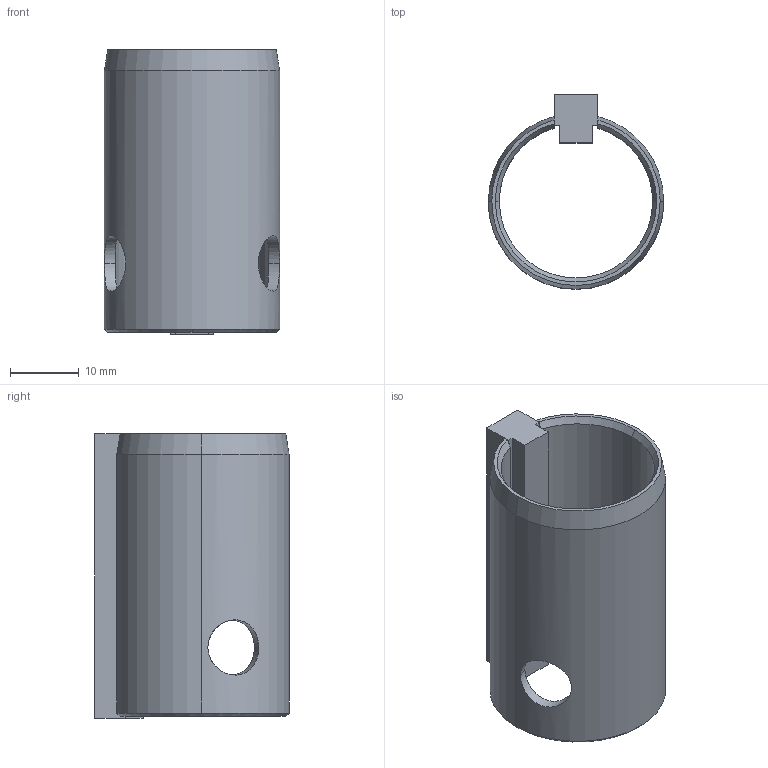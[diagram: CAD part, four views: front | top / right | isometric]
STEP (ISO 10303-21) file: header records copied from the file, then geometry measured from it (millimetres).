
FILE_DESCRIPTION (( 'STEP AP203' ), '1' );
FILE_NAME ('WGSS-175-178-OB.step', '2022-12-08T19:52:01', ( '' ), ( '' ), 'SwSTEP 2.0', 'SolidWorks 2021', '' );
FILE_SCHEMA (( 'CONFIG_CONTROL_DESIGN' ));
Length unit declared in the file: millimetre
Products named in the file (1): WGSS-175-178-OB
Bounding box: 25.4 x 28.16 x 41.28 mm (x, y, z)
Volume: 5853.8 mm3; surface area: 6906.4 mm2
Topology: 2 solids, 2 shells, 35 faces, 87 edges, 56 vertices
Faces by surface type: plane 14, cone 11, cylinder 10
Entity records: 1376 total; most frequent: CARTESIAN_POINT 467, ORIENTED_EDGE 174, DIRECTION 167, EDGE_CURVE 87, AXIS2_PLACEMENT_3D 60, VERTEX_POINT 56, VECTOR 47, LINE 47
